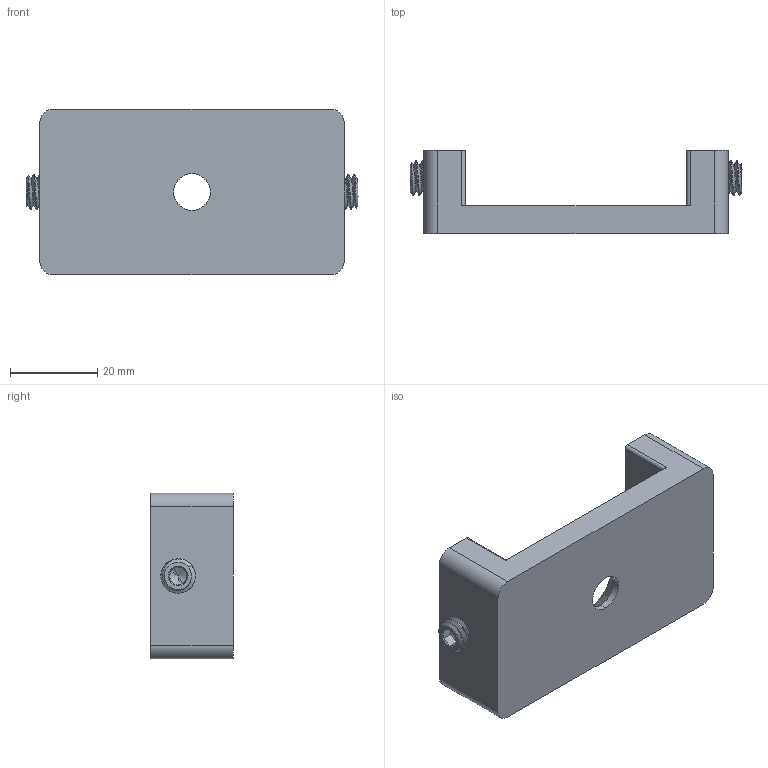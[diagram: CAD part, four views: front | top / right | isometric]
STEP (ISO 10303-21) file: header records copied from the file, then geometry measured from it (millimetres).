
FILE_DESCRIPTION (( 'STEP AP214' ), '1' );
FILE_NAME ('A-ACC-CLP-00001 (900022).STEP', '2025-10-31T15:18:04', ( '' ), ( '' ), 'SwSTEP 2.0', 'SolidWorks 2019', '' );
FILE_SCHEMA (( 'AUTOMOTIVE_DESIGN' ));
Length unit declared in the file: inch
Products named in the file (3): A-ACC-CLP-00001 (900022); A-ACC-CLP-00001 (900022); FST-SET-SS-0.3125-18X0.5 (100252)_92311A578; A-ACC-CLP-00001 (900022); ACC-CLP-00001 (100248)
Assembly tree (3 placements, depth 2):
  A-ACC-CLP-00001 (900022)
    A-ACC-CLP-00001 (900022); ACC-CLP-00001 (100248)
    A-ACC-CLP-00001 (900022); FST-SET-SS-0.3125-18X0.5 (100252)_92311A578  x2
Bounding box: 76.2 x 19.05 x 38.1 mm (x, y, z)
Volume: 25467.2 mm3; surface area: 10354.5 mm2
Topology: 3 solids, 3 shells, 124 faces, 312 edges, 188 vertices
Faces by surface type: cylinder 46, cone 36, plane 36, bspline 6
Entity records: 3956 total; most frequent: CARTESIAN_POINT 2091, ORIENTED_EDGE 374, DIRECTION 339, EDGE_CURVE 187, AXIS2_PLACEMENT_3D 128, VERTEX_POINT 117, LINE 83, VECTOR 83
